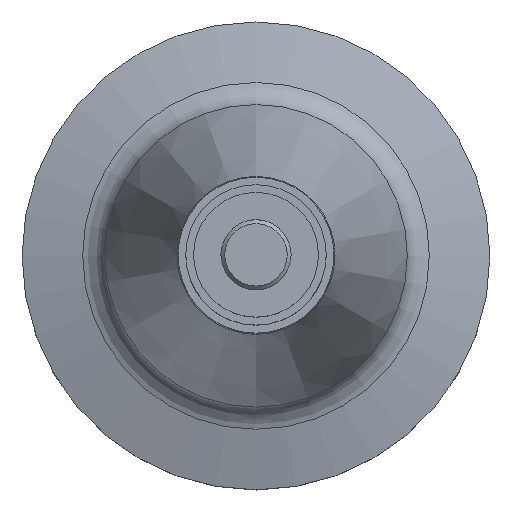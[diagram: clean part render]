
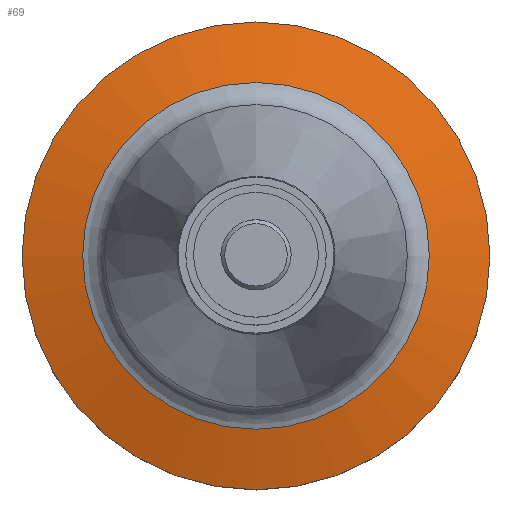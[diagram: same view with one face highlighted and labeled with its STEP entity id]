
A CAD part, top view. The second image highlights one B-rep face of the part: STEP entity #69.
In plain terms, the highlighted conical face has half-angle 75 degrees and reference radius 15 mm.
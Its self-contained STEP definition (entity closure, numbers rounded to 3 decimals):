
#69=ADVANCED_FACE('',(#102,#103),#87,.T.);
#87=CONICAL_SURFACE('',#301,15.,75.);
#102=FACE_BOUND('',#144,.T.);
#103=FACE_BOUND('',#145,.T.);
#144=EDGE_LOOP('',(#188));
#145=EDGE_LOOP('',(#189));
#188=ORIENTED_EDGE('',*,*,#248,.T.);
#189=ORIENTED_EDGE('',*,*,#249,.F.);
#226=VERTEX_POINT('',#443);
#227=VERTEX_POINT('',#446);
#248=EDGE_CURVE('',#226,#226,#270,.T.);
#249=EDGE_CURVE('',#227,#227,#271,.T.);
#270=CIRCLE('',#298,11.115);
#271=CIRCLE('',#300,15.);
#298=AXIS2_PLACEMENT_3D('',#442,#356,#357);
#300=AXIS2_PLACEMENT_3D('',#445,#360,#361);
#301=AXIS2_PLACEMENT_3D('',#447,#362,#363);
#356=DIRECTION('',(0.,0.,-1.));
#357=DIRECTION('',(0.,-1.,0.));
#360=DIRECTION('',(0.,0.,-1.));
#361=DIRECTION('',(0.,-1.,0.));
#362=DIRECTION('',(0.,0.,-1.));
#363=DIRECTION('',(0.,-1.,0.));
#442=CARTESIAN_POINT('',(0.,0.,6.041));
#443=CARTESIAN_POINT('',(0.,-11.115,6.041));
#445=CARTESIAN_POINT('',(0.,0.,5.));
#446=CARTESIAN_POINT('',(0.,-15.,5.));
#447=CARTESIAN_POINT('',(0.,0.,5.));
